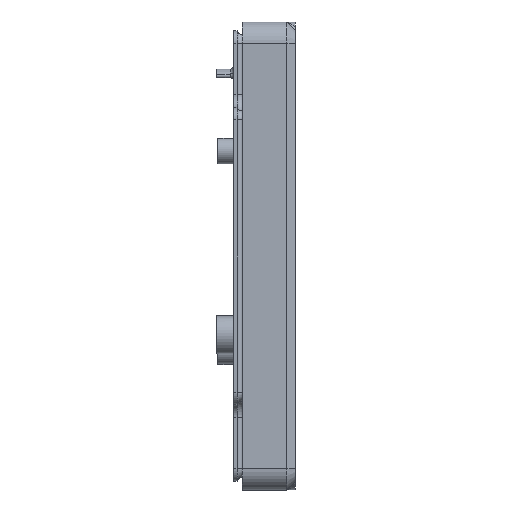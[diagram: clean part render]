
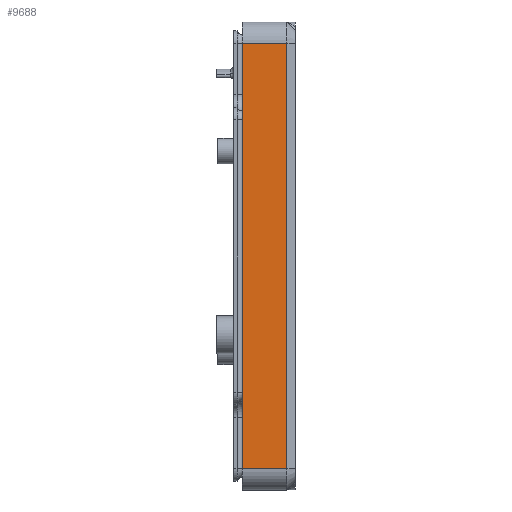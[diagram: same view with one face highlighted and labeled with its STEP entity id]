
A CAD part, left-side view. The second image highlights one B-rep face of the part: STEP entity #9688.
In plain terms, the highlighted planar face has unit normal (-1, 0, 0).
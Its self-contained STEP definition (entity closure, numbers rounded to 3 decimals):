
#1045=FACE_OUTER_BOUND('',#1660,.T.);
#1660=EDGE_LOOP('',(#7834,#7835,#7836,#7837));
#2339=LINE('',#15675,#3327);
#2399=LINE('',#15842,#3387);
#2414=LINE('',#15885,#3402);
#2415=LINE('',#15887,#3403);
#3327=VECTOR('',#12520,1.);
#3387=VECTOR('',#12696,1.);
#3402=VECTOR('',#12751,1.);
#3403=VECTOR('',#12754,1.);
#4421=VERTEX_POINT('',#15672);
#4422=VERTEX_POINT('',#15674);
#4470=VERTEX_POINT('',#15836);
#4471=VERTEX_POINT('',#15840);
#5553=EDGE_CURVE('',#4422,#4421,#2339,.T.);
#5636=EDGE_CURVE('',#4471,#4470,#2399,.T.);
#5658=EDGE_CURVE('',#4470,#4421,#2414,.T.);
#5659=EDGE_CURVE('',#4422,#4471,#2415,.T.);
#7834=ORIENTED_EDGE('',*,*,#5636,.F.);
#7835=ORIENTED_EDGE('',*,*,#5659,.F.);
#7836=ORIENTED_EDGE('',*,*,#5553,.T.);
#7837=ORIENTED_EDGE('',*,*,#5658,.F.);
#9164=PLANE('',#10628);
#9688=ADVANCED_FACE('',(#1045),#9164,.T.);
#10628=AXIS2_PLACEMENT_3D('',#15886,#12752,#12753);
#12520=DIRECTION('',(0.,0.,-1.));
#12696=DIRECTION('',(0.,0.,-1.));
#12751=DIRECTION('',(0.,1.,0.));
#12752=DIRECTION('center_axis',(-1.,0.,0.));
#12753=DIRECTION('ref_axis',(0.,0.,-1.));
#12754=DIRECTION('',(0.,-1.,0.));
#15672=CARTESIAN_POINT('',(126.,25.242,-94.533));
#15674=CARTESIAN_POINT('',(126.,25.242,5.467));
#15675=CARTESIAN_POINT('',(126.,25.242,-17.033));
#15836=CARTESIAN_POINT('',(126.,14.715,-94.533));
#15840=CARTESIAN_POINT('',(126.,14.715,5.467));
#15842=CARTESIAN_POINT('',(126.,14.715,-17.033));
#15885=CARTESIAN_POINT('',(126.,15.715,-94.533));
#15886=CARTESIAN_POINT('Origin',(126.,15.715,10.467));
#15887=CARTESIAN_POINT('',(126.,15.715,5.467));
